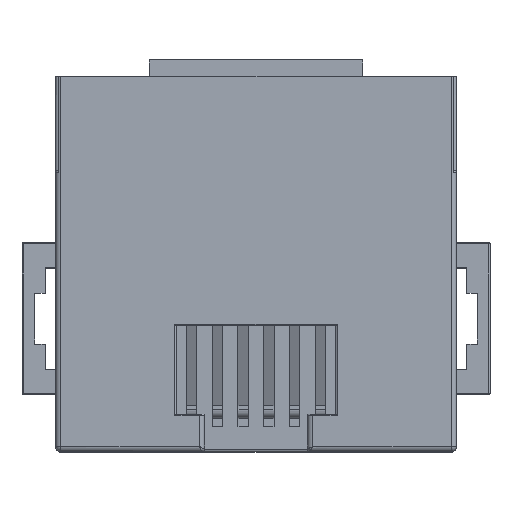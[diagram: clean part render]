
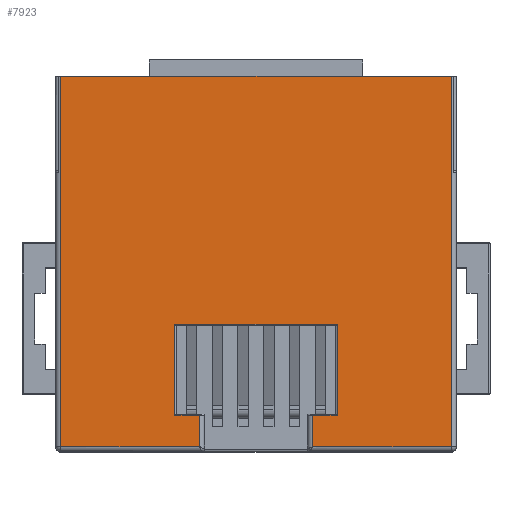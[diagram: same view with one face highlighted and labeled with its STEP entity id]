
A CAD part, top view. The second image highlights one B-rep face of the part: STEP entity #7923.
In plain terms, the highlighted planar face has unit normal (0, 0, 1).
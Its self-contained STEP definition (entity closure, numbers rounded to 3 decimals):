
#382=ORIENTED_EDGE('',*,*,#2763,.T.);
#383=ORIENTED_EDGE('',*,*,#2764,.T.);
#384=ORIENTED_EDGE('',*,*,#2765,.T.);
#385=ORIENTED_EDGE('',*,*,#2766,.T.);
#386=ORIENTED_EDGE('',*,*,#2767,.T.);
#387=ORIENTED_EDGE('',*,*,#2768,.T.);
#388=ORIENTED_EDGE('',*,*,#2769,.T.);
#389=ORIENTED_EDGE('',*,*,#2770,.T.);
#390=ORIENTED_EDGE('',*,*,#2771,.T.);
#391=ORIENTED_EDGE('',*,*,#2740,.T.);
#392=ORIENTED_EDGE('',*,*,#2772,.T.);
#393=ORIENTED_EDGE('',*,*,#2773,.T.);
#2740=EDGE_CURVE('',#3932,#3931,#4694,.T.);
#2763=EDGE_CURVE('',#3953,#3954,#4712,.F.);
#2764=EDGE_CURVE('',#3954,#3955,#4713,.F.);
#2765=EDGE_CURVE('',#3955,#3956,#4714,.F.);
#2766=EDGE_CURVE('',#3956,#3957,#4715,.F.);
#2767=EDGE_CURVE('',#3957,#3958,#4716,.F.);
#2768=EDGE_CURVE('',#3958,#3959,#4717,.F.);
#2769=EDGE_CURVE('',#3959,#3960,#4718,.F.);
#2770=EDGE_CURVE('',#3960,#3961,#4719,.T.);
#2771=EDGE_CURVE('',#3961,#3932,#4720,.T.);
#2772=EDGE_CURVE('',#3931,#3962,#4721,.T.);
#2773=EDGE_CURVE('',#3962,#3953,#4722,.T.);
#3931=VERTEX_POINT('',#11229);
#3932=VERTEX_POINT('',#11231);
#3953=VERTEX_POINT('',#11277);
#3954=VERTEX_POINT('',#11278);
#3955=VERTEX_POINT('',#11280);
#3956=VERTEX_POINT('',#11282);
#3957=VERTEX_POINT('',#11284);
#3958=VERTEX_POINT('',#11286);
#3959=VERTEX_POINT('',#11288);
#3960=VERTEX_POINT('',#11290);
#3961=VERTEX_POINT('',#11292);
#3962=VERTEX_POINT('',#11295);
#4694=LINE('',#11230,#5737);
#4712=LINE('',#11276,#5755);
#4713=LINE('',#11279,#5756);
#4714=LINE('',#11281,#5757);
#4715=LINE('',#11283,#5758);
#4716=LINE('',#11285,#5759);
#4717=LINE('',#11287,#5760);
#4718=LINE('',#11289,#5761);
#4719=LINE('',#11291,#5762);
#4720=LINE('',#11293,#5763);
#4721=LINE('',#11294,#5764);
#4722=LINE('',#11296,#5765);
#5737=VECTOR('',#9003,1000.);
#5755=VECTOR('',#9035,1000.);
#5756=VECTOR('',#9036,1000.);
#5757=VECTOR('',#9037,1000.);
#5758=VECTOR('',#9038,1000.);
#5759=VECTOR('',#9039,1000.);
#5760=VECTOR('',#9040,1000.);
#5761=VECTOR('',#9041,1000.);
#5762=VECTOR('',#9042,1000.);
#5763=VECTOR('',#9043,1000.);
#5764=VECTOR('',#9044,1000.);
#5765=VECTOR('',#9045,1000.);
#6745=EDGE_LOOP('',(#382,#383,#384,#385,#386,#387,#388,#389,#390,#391,#392,
#393));
#7178=FACE_BOUND('',#6745,.T.);
#7607=PLANE('',#8391);
#7923=ADVANCED_FACE('',(#7178),#7607,.T.);
#8391=AXIS2_PLACEMENT_3D('',#11275,#9033,#9034);
#9003=DIRECTION('',(-1.,0.,0.));
#9033=DIRECTION('',(0.,0.,1.));
#9034=DIRECTION('',(1.,0.,0.));
#9035=DIRECTION('',(0.,-1.,0.));
#9036=DIRECTION('',(1.,0.,0.));
#9037=DIRECTION('',(0.,-1.,0.));
#9038=DIRECTION('',(-1.,0.,0.));
#9039=DIRECTION('',(0.,1.,0.));
#9040=DIRECTION('',(1.,0.,0.));
#9041=DIRECTION('',(0.,1.,0.));
#9042=DIRECTION('',(1.,0.,0.));
#9043=DIRECTION('',(0.,1.,0.));
#9044=DIRECTION('',(0.,-1.,0.));
#9045=DIRECTION('',(1.,0.,0.));
#11229=CARTESIAN_POINT('',(-7.7,7.075,5.5));
#11230=CARTESIAN_POINT('',(7.9,7.075,5.5));
#11231=CARTESIAN_POINT('',(7.7,7.075,5.5));
#11275=CARTESIAN_POINT('',(0.,0.,5.5));
#11276=CARTESIAN_POINT('',(-2.23,-6.245,5.5));
#11277=CARTESIAN_POINT('',(-2.23,-7.525,5.5));
#11278=CARTESIAN_POINT('',(-2.23,-6.295,5.5));
#11279=CARTESIAN_POINT('',(-3.15,-6.295,5.5));
#11280=CARTESIAN_POINT('',(-3.2,-6.295,5.5));
#11281=CARTESIAN_POINT('',(-3.2,-2.745,5.5));
#11282=CARTESIAN_POINT('',(-3.2,-2.695,5.5));
#11283=CARTESIAN_POINT('',(3.15,-2.695,5.5));
#11284=CARTESIAN_POINT('',(3.2,-2.695,5.5));
#11285=CARTESIAN_POINT('',(3.2,-6.245,5.5));
#11286=CARTESIAN_POINT('',(3.2,-6.295,5.5));
#11287=CARTESIAN_POINT('',(2.23,-6.295,5.5));
#11288=CARTESIAN_POINT('',(2.23,-6.295,5.5));
#11289=CARTESIAN_POINT('',(2.23,-7.625,5.5));
#11290=CARTESIAN_POINT('',(2.23,-7.525,5.5));
#11291=CARTESIAN_POINT('',(7.9,-7.525,5.5));
#11292=CARTESIAN_POINT('',(7.7,-7.525,5.5));
#11293=CARTESIAN_POINT('',(7.7,3.375,5.5));
#11294=CARTESIAN_POINT('',(-7.7,-7.725,5.5));
#11295=CARTESIAN_POINT('',(-7.7,-7.525,5.5));
#11296=CARTESIAN_POINT('',(-2.13,-7.525,5.5));
